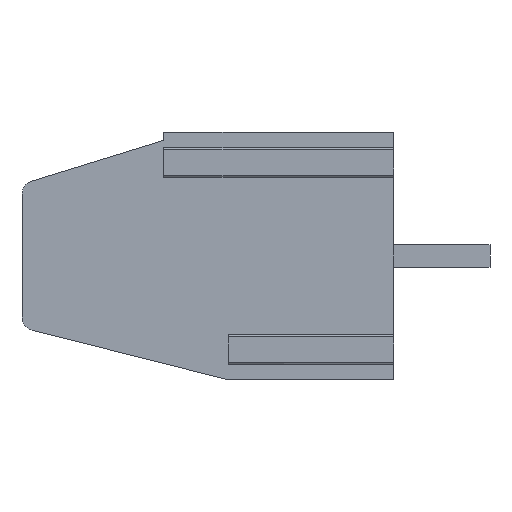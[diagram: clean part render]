
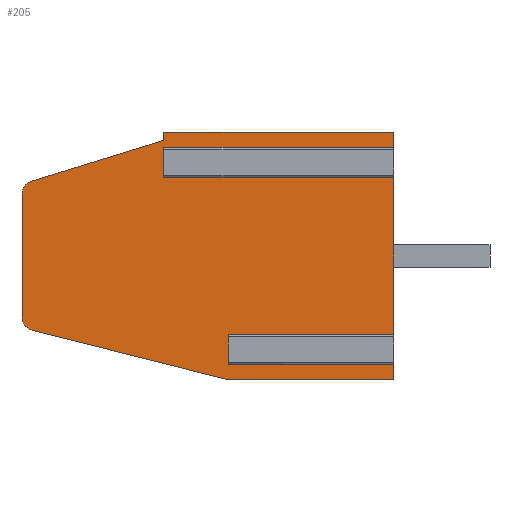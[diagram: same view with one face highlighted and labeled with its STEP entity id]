
A CAD part, left-side view. The second image highlights one B-rep face of the part: STEP entity #205.
In plain terms, the highlighted planar face has unit normal (-1, 0, 0).
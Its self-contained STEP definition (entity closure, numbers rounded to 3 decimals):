
#205=ADVANCED_FACE('',(#360),#2718,.T.);
#360=FACE_OUTER_BOUND('',#528,.T.);
#528=EDGE_LOOP('',(#1261,#1262,#1263,#1264,#1265,#1266,#1267,#1268,#1269,
#1270,#1271,#1272,#1273,#1274,#1275,#1276,#1277));
#1261=ORIENTED_EDGE('',*,*,#1789,.F.);
#1262=ORIENTED_EDGE('',*,*,#1791,.T.);
#1263=ORIENTED_EDGE('',*,*,#1725,.T.);
#1264=ORIENTED_EDGE('',*,*,#1792,.T.);
#1265=ORIENTED_EDGE('',*,*,#1788,.F.);
#1266=ORIENTED_EDGE('',*,*,#1793,.T.);
#1267=ORIENTED_EDGE('',*,*,#1794,.T.);
#1268=ORIENTED_EDGE('',*,*,#1743,.T.);
#1269=ORIENTED_EDGE('',*,*,#1747,.T.);
#1270=ORIENTED_EDGE('',*,*,#1766,.T.);
#1271=ORIENTED_EDGE('',*,*,#1770,.T.);
#1272=ORIENTED_EDGE('',*,*,#1773,.T.);
#1273=ORIENTED_EDGE('',*,*,#1787,.T.);
#1274=ORIENTED_EDGE('',*,*,#1790,.F.);
#1275=ORIENTED_EDGE('',*,*,#1795,.T.);
#1276=ORIENTED_EDGE('',*,*,#1785,.T.);
#1277=ORIENTED_EDGE('',*,*,#1796,.T.);
#1725=EDGE_CURVE('',#2500,#2501,#2201,.T.);
#1743=EDGE_CURVE('',#2516,#2517,#2215,.T.);
#1747=EDGE_CURVE('',#2517,#2519,#1906,.T.);
#1766=EDGE_CURVE('',#2519,#2536,#2230,.T.);
#1770=EDGE_CURVE('',#2536,#2539,#1915,.T.);
#1773=EDGE_CURVE('',#2539,#2540,#2234,.T.);
#1785=EDGE_CURVE('',#2550,#2551,#2244,.T.);
#1787=EDGE_CURVE('',#2540,#2552,#2245,.T.);
#1788=EDGE_CURVE('',#2553,#2554,#2246,.T.);
#1789=EDGE_CURVE('',#2555,#2556,#2247,.T.);
#1790=EDGE_CURVE('',#2557,#2552,#2248,.T.);
#1791=EDGE_CURVE('',#2555,#2500,#2249,.T.);
#1792=EDGE_CURVE('',#2501,#2554,#2250,.T.);
#1793=EDGE_CURVE('',#2553,#2558,#2251,.T.);
#1794=EDGE_CURVE('',#2558,#2516,#2252,.T.);
#1795=EDGE_CURVE('',#2557,#2550,#2253,.T.);
#1796=EDGE_CURVE('',#2551,#2556,#2254,.T.);
#1906=(
BOUNDED_CURVE()
B_SPLINE_CURVE(2,(#6454,#6455,#6456),.UNSPECIFIED.,.F.,.F.)
B_SPLINE_CURVE_WITH_KNOTS((3,3),(-0.635,0.),.UNSPECIFIED.)
CURVE()
GEOMETRIC_REPRESENTATION_ITEM()
RATIONAL_B_SPLINE_CURVE((1.,0.805,1.))
REPRESENTATION_ITEM('')
);
#1915=(
BOUNDED_CURVE()
B_SPLINE_CURVE(2,(#6513,#6514,#6515),.UNSPECIFIED.,.F.,.F.)
B_SPLINE_CURVE_WITH_KNOTS((3,3),(-0.661,0.),.UNSPECIFIED.)
CURVE()
GEOMETRIC_REPRESENTATION_ITEM()
RATIONAL_B_SPLINE_CURVE((1.,0.789,1.))
REPRESENTATION_ITEM('')
);
#2201=B_SPLINE_CURVE_WITH_KNOTS('',1,(#6398,#6399),.UNSPECIFIED.,.F.,.F.,
(2,2),(-0.738,0.),.UNSPECIFIED.);
#2215=B_SPLINE_CURVE_WITH_KNOTS('',1,(#6446,#6447),.UNSPECIFIED.,.F.,.F.,
(2,2),(0.,5.022),.UNSPECIFIED.);
#2230=B_SPLINE_CURVE_WITH_KNOTS('',1,(#6502,#6503),.UNSPECIFIED.,.F.,.F.,
(2,2),(-4.45,0.),.UNSPECIFIED.);
#2234=B_SPLINE_CURVE_WITH_KNOTS('',1,(#6521,#6522),.UNSPECIFIED.,.F.,.F.,
(2,2),(0.,7.347),.UNSPECIFIED.);
#2244=B_SPLINE_CURVE_WITH_KNOTS('',1,(#6551,#6552),.UNSPECIFIED.,.F.,.F.,
(2,2),(-0.738,0.),.UNSPECIFIED.);
#2245=B_SPLINE_CURVE_WITH_KNOTS('',1,(#6558,#6559),.UNSPECIFIED.,.F.,.F.,
(2,2),(0.,6.),.UNSPECIFIED.);
#2246=B_SPLINE_CURVE_WITH_KNOTS('',1,(#6560,#6561),.UNSPECIFIED.,.F.,.F.,
(2,2),(-0.731,0.),.UNSPECIFIED.);
#2247=B_SPLINE_CURVE_WITH_KNOTS('',1,(#6562,#6563),.UNSPECIFIED.,.F.,.F.,
(2,2),(-6.062,0.),.UNSPECIFIED.);
#2248=B_SPLINE_CURVE_WITH_KNOTS('',1,(#6564,#6565),.UNSPECIFIED.,.F.,.F.,
(2,2),(-0.731,0.),.UNSPECIFIED.);
#2249=B_SPLINE_CURVE_WITH_KNOTS('',1,(#6566,#6567),.UNSPECIFIED.,.F.,.F.,
(2,2),(-8.35,0.),.UNSPECIFIED.);
#2250=B_SPLINE_CURVE_WITH_KNOTS('',1,(#6568,#6569),.UNSPECIFIED.,.F.,.F.,
(2,2),(0.,8.35),.UNSPECIFIED.);
#2251=B_SPLINE_CURVE_WITH_KNOTS('',1,(#6570,#6571),.UNSPECIFIED.,.F.,.F.,
(2,2),(-8.35,0.),.UNSPECIFIED.);
#2252=B_SPLINE_CURVE_WITH_KNOTS('',1,(#6572,#6573),.UNSPECIFIED.,.F.,.F.,
(2,2),(0.,0.3),.UNSPECIFIED.);
#2253=B_SPLINE_CURVE_WITH_KNOTS('',1,(#6574,#6575),.UNSPECIFIED.,.F.,.F.,
(2,2),(-6.,0.),.UNSPECIFIED.);
#2254=B_SPLINE_CURVE_WITH_KNOTS('',1,(#6576,#6577),.UNSPECIFIED.,.F.,.F.,
(2,2),(0.,6.),.UNSPECIFIED.);
#2500=VERTEX_POINT('',#6312);
#2501=VERTEX_POINT('',#6313);
#2516=VERTEX_POINT('',#6328);
#2517=VERTEX_POINT('',#6329);
#2519=VERTEX_POINT('',#6331);
#2536=VERTEX_POINT('',#6348);
#2539=VERTEX_POINT('',#6351);
#2540=VERTEX_POINT('',#6352);
#2550=VERTEX_POINT('',#6362);
#2551=VERTEX_POINT('',#6363);
#2552=VERTEX_POINT('',#6364);
#2553=VERTEX_POINT('',#6365);
#2554=VERTEX_POINT('',#6366);
#2555=VERTEX_POINT('',#6367);
#2556=VERTEX_POINT('',#6368);
#2557=VERTEX_POINT('',#6369);
#2558=VERTEX_POINT('',#6370);
#2718=PLANE('',#2842);
#2842=AXIS2_PLACEMENT_3D('',#6103,#2937,$);
#2937=DIRECTION('',(-1.,0.,0.));
#6103=CARTESIAN_POINT('',(-2.54,-1.351,-5.401));
#6312=CARTESIAN_POINT('',(-2.54,8.35,3.031));
#6313=CARTESIAN_POINT('',(-2.54,8.35,3.769));
#6328=CARTESIAN_POINT('',(-2.54,8.35,4.2));
#6329=CARTESIAN_POINT('',(-2.54,13.148,2.715));
#6331=CARTESIAN_POINT('',(-2.54,13.5,2.237));
#6348=CARTESIAN_POINT('',(-2.54,13.5,-2.213));
#6351=CARTESIAN_POINT('',(-2.54,13.123,-2.698));
#6352=CARTESIAN_POINT('',(-2.54,6.,-4.5));
#6362=CARTESIAN_POINT('',(-2.54,6.,-3.769));
#6363=CARTESIAN_POINT('',(-2.54,6.,-3.031));
#6364=CARTESIAN_POINT('',(-2.54,0.,-4.5));
#6365=CARTESIAN_POINT('',(-2.54,0.,4.5));
#6366=CARTESIAN_POINT('',(-2.54,0.,3.769));
#6367=CARTESIAN_POINT('',(-2.54,0.,3.031));
#6368=CARTESIAN_POINT('',(-2.54,0.,-3.031));
#6369=CARTESIAN_POINT('',(-2.54,0.,-3.769));
#6370=CARTESIAN_POINT('',(-2.54,8.35,4.5));
#6398=CARTESIAN_POINT('',(-2.54,8.35,3.031));
#6399=CARTESIAN_POINT('',(-2.54,8.35,3.769));
#6446=CARTESIAN_POINT('',(-2.54,8.35,4.2));
#6447=CARTESIAN_POINT('',(-2.54,13.148,2.715));
#6454=CARTESIAN_POINT('',(-2.54,13.148,2.715));
#6455=CARTESIAN_POINT('',(-2.54,13.5,2.606));
#6456=CARTESIAN_POINT('',(-2.54,13.5,2.237));
#6502=CARTESIAN_POINT('',(-2.54,13.5,2.237));
#6503=CARTESIAN_POINT('',(-2.54,13.5,-2.213));
#6513=CARTESIAN_POINT('',(-2.54,13.5,-2.213));
#6514=CARTESIAN_POINT('',(-2.54,13.5,-2.602));
#6515=CARTESIAN_POINT('',(-2.54,13.123,-2.698));
#6521=CARTESIAN_POINT('',(-2.54,13.123,-2.698));
#6522=CARTESIAN_POINT('',(-2.54,6.,-4.5));
#6551=CARTESIAN_POINT('',(-2.54,6.,-3.769));
#6552=CARTESIAN_POINT('',(-2.54,6.,-3.031));
#6558=CARTESIAN_POINT('',(-2.54,6.,-4.5));
#6559=CARTESIAN_POINT('',(-2.54,0.,-4.5));
#6560=CARTESIAN_POINT('',(-2.54,0.,4.5));
#6561=CARTESIAN_POINT('',(-2.54,0.,3.769));
#6562=CARTESIAN_POINT('',(-2.54,0.,3.031));
#6563=CARTESIAN_POINT('',(-2.54,0.,-3.031));
#6564=CARTESIAN_POINT('',(-2.54,0.,-3.769));
#6565=CARTESIAN_POINT('',(-2.54,0.,-4.5));
#6566=CARTESIAN_POINT('',(-2.54,0.,3.031));
#6567=CARTESIAN_POINT('',(-2.54,8.35,3.031));
#6568=CARTESIAN_POINT('',(-2.54,8.35,3.769));
#6569=CARTESIAN_POINT('',(-2.54,0.,3.769));
#6570=CARTESIAN_POINT('',(-2.54,0.,4.5));
#6571=CARTESIAN_POINT('',(-2.54,8.35,4.5));
#6572=CARTESIAN_POINT('',(-2.54,8.35,4.5));
#6573=CARTESIAN_POINT('',(-2.54,8.35,4.2));
#6574=CARTESIAN_POINT('',(-2.54,0.,-3.769));
#6575=CARTESIAN_POINT('',(-2.54,6.,-3.769));
#6576=CARTESIAN_POINT('',(-2.54,6.,-3.031));
#6577=CARTESIAN_POINT('',(-2.54,0.,-3.031));
